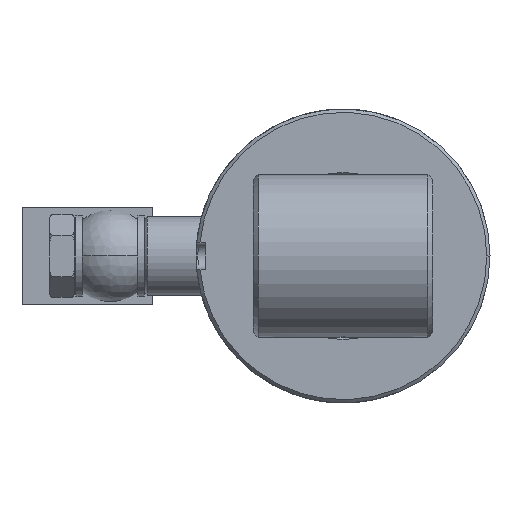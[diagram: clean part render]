
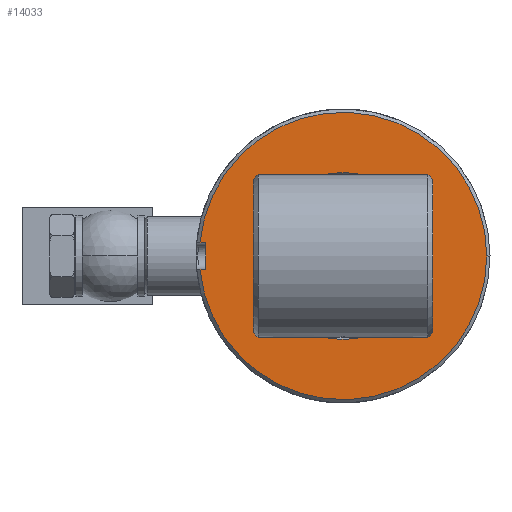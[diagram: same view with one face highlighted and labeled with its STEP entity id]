
A CAD part, left-side view. The second image highlights one B-rep face of the part: STEP entity #14033.
In plain terms, the highlighted planar face has unit normal (-1, 0, 0).
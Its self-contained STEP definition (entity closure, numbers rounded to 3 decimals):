
#783 = DIRECTION ( 'NONE',  ( 0., 1., 0. ) ) ;
#870 = AXIS2_PLACEMENT_3D ( 'NONE', #9882, #3136, #12285 ) ;
#958 = CARTESIAN_POINT ( 'NONE',  ( -410., 0., 0. ) ) ;
#1141 = CARTESIAN_POINT ( 'NONE',  ( -410., 25.577, 0. ) ) ;
#1311 = ORIENTED_EDGE ( 'NONE', *, *, #6805, .F. ) ;
#1347 = VERTEX_POINT ( 'NONE', #7781 ) ;
#1490 = VERTEX_POINT ( 'NONE', #5649 ) ;
#1570 = VERTEX_POINT ( 'NONE', #12018 ) ;
#2166 = LINE ( 'NONE', #10776, #8616 ) ;
#2679 = LINE ( 'NONE', #14078, #13942 ) ;
#2680 = DIRECTION ( 'NONE',  ( 0., 0., -1. ) ) ;
#2750 = VERTEX_POINT ( 'NONE', #13705 ) ;
#3136 = DIRECTION ( 'NONE',  ( -1., 0., 0. ) ) ;
#3152 = ORIENTED_EDGE ( 'NONE', *, *, #10668, .T. ) ;
#3177 = CIRCLE ( 'NONE', #870, 44. ) ;
#4235 = DIRECTION ( 'NONE',  ( 0., 1., 0. ) ) ;
#4410 = EDGE_CURVE ( 'NONE', #12388, #1347, #4510, .T. ) ;
#4510 = CIRCLE ( 'NONE', #6634, 25.577 ) ;
#4549 = CARTESIAN_POINT ( 'NONE',  ( -410., 43.818, -4. ) ) ;
#5158 = ORIENTED_EDGE ( 'NONE', *, *, #9037, .T. ) ;
#5241 = VERTEX_POINT ( 'NONE', #6544 ) ;
#5473 = DIRECTION ( 'NONE',  ( -1., 0., 0. ) ) ;
#5475 = EDGE_LOOP ( 'NONE', ( #3152, #8671, #1311, #8529, #5158 ) ) ;
#5579 = EDGE_CURVE ( 'NONE', #1347, #12388, #6478, .T. ) ;
#5649 = CARTESIAN_POINT ( 'NONE',  ( -410., 42., 4. ) ) ;
#6108 = FACE_BOUND ( 'NONE', #8993, .T. ) ;
#6478 = CIRCLE ( 'NONE', #13663, 25.577 ) ;
#6544 = CARTESIAN_POINT ( 'NONE',  ( -410., 43.818, 4. ) ) ;
#6624 = CARTESIAN_POINT ( 'NONE',  ( -410., 0., 0. ) ) ;
#6634 = AXIS2_PLACEMENT_3D ( 'NONE', #12502, #13605, #783 ) ;
#6805 = EDGE_CURVE ( 'NONE', #1490, #5241, #2166, .T. ) ;
#6821 = CIRCLE ( 'NONE', #9956, 44. ) ;
#7275 = DIRECTION ( 'NONE',  ( 0., 1., 0. ) ) ;
#7757 = AXIS2_PLACEMENT_3D ( 'NONE', #13390, #12221, #14556 ) ;
#7781 = CARTESIAN_POINT ( 'NONE',  ( -410., -25.577, 0. ) ) ;
#7838 = DIRECTION ( 'NONE',  ( 0., 1., 0. ) ) ;
#8529 = ORIENTED_EDGE ( 'NONE', *, *, #9627, .T. ) ;
#8575 = VECTOR ( 'NONE', #14041, 1000. ) ;
#8611 = VERTEX_POINT ( 'NONE', #4549 ) ;
#8616 = VECTOR ( 'NONE', #7275, 1000. ) ;
#8671 = ORIENTED_EDGE ( 'NONE', *, *, #12224, .T. ) ;
#8993 = EDGE_LOOP ( 'NONE', ( #12372, #12726 ) ) ;
#9037 = EDGE_CURVE ( 'NONE', #1570, #8611, #10550, .T. ) ;
#9627 = EDGE_CURVE ( 'NONE', #1490, #1570, #2679, .T. ) ;
#9845 = DIRECTION ( 'NONE',  ( 1., 0., 0. ) ) ;
#9882 = CARTESIAN_POINT ( 'NONE',  ( -410., 0., 0. ) ) ;
#9956 = AXIS2_PLACEMENT_3D ( 'NONE', #958, #5473, #7838 ) ;
#10550 = LINE ( 'NONE', #14236, #8575 ) ;
#10668 = EDGE_CURVE ( 'NONE', #8611, #2750, #3177, .T. ) ;
#10776 = CARTESIAN_POINT ( 'NONE',  ( -410., 42., 4. ) ) ;
#11851 = FACE_OUTER_BOUND ( 'NONE', #5475, .T. ) ;
#12018 = CARTESIAN_POINT ( 'NONE',  ( -410., 42., -4. ) ) ;
#12077 = PLANE ( 'NONE',  #7757 ) ;
#12221 = DIRECTION ( 'NONE',  ( -1., 0., 0. ) ) ;
#12224 = EDGE_CURVE ( 'NONE', #2750, #5241, #6821, .T. ) ;
#12285 = DIRECTION ( 'NONE',  ( 0., 1., 0. ) ) ;
#12372 = ORIENTED_EDGE ( 'NONE', *, *, #4410, .T. ) ;
#12388 = VERTEX_POINT ( 'NONE', #1141 ) ;
#12502 = CARTESIAN_POINT ( 'NONE',  ( -410., 0., 0. ) ) ;
#12726 = ORIENTED_EDGE ( 'NONE', *, *, #5579, .T. ) ;
#13390 = CARTESIAN_POINT ( 'NONE',  ( -410., 25., 0. ) ) ;
#13605 = DIRECTION ( 'NONE',  ( 1., 0., 0. ) ) ;
#13663 = AXIS2_PLACEMENT_3D ( 'NONE', #6624, #9845, #4235 ) ;
#13705 = CARTESIAN_POINT ( 'NONE',  ( -410., -44., 0. ) ) ;
#13942 = VECTOR ( 'NONE', #2680, 1000. ) ;
#14033 = ADVANCED_FACE ( 'NONE', ( #6108, #11851 ), #12077, .T. ) ;
#14041 = DIRECTION ( 'NONE',  ( 0., 1., 0. ) ) ;
#14078 = CARTESIAN_POINT ( 'NONE',  ( -410., 42., 4. ) ) ;
#14236 = CARTESIAN_POINT ( 'NONE',  ( -410., 42., -4. ) ) ;
#14556 = DIRECTION ( 'NONE',  ( 0., 1., 0. ) ) ;
